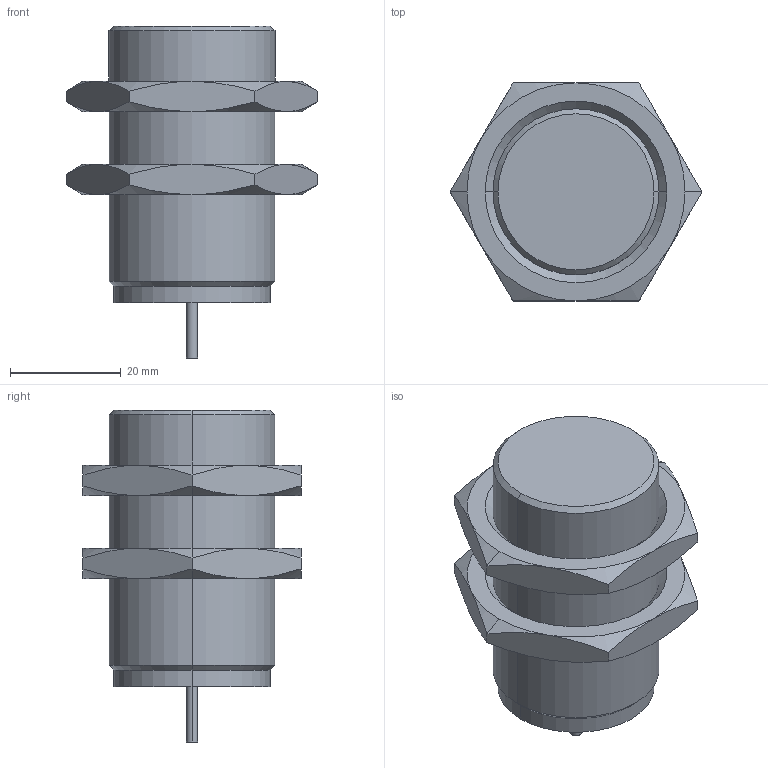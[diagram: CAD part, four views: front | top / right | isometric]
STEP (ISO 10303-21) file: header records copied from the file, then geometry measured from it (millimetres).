
FILE_DESCRIPTION((''),'2;1');
FILE_NAME('ASM0001_ASM','2012-02-09T',('dhelisch'),(''),'PRO/ENGINEER BY PARAMETRIC TECHNOLOGY CORPORATION, 2007250','PRO/ENGINEER BY PARAMETRIC TECHNOLOGY CORPORATION, 2007250','');
FILE_SCHEMA(('CONFIG_CONTROL_DESIGN'));
Length unit declared in the file: millimetre
Products named in the file (3): PRT0001; SECHSKANTMUTTER_6; ASM0001_ASM
Assembly tree (3 placements, depth 2):
  ASM0001_ASM
    PRT0001
    SECHSKANTMUTTER_6  x2
Bounding box: 45.51 x 39.41 x 60 mm (x, y, z)
Volume: 41383.3 mm3; surface area: 10595.1 mm2
Topology: 3 solids, 3 shells, 73 faces, 152 edges, 86 vertices
Faces by surface type: cone 44, plane 19, cylinder 10
Entity records: 1514 total; most frequent: CARTESIAN_POINT 339, DIRECTION 200, ORIENTED_EDGE 176, EDGE_CURVE 88, AXIS2_PLACEMENT_3D 87, COLOUR_RGB 74, VERTEX_POINT 50, EDGE_LOOP 46
